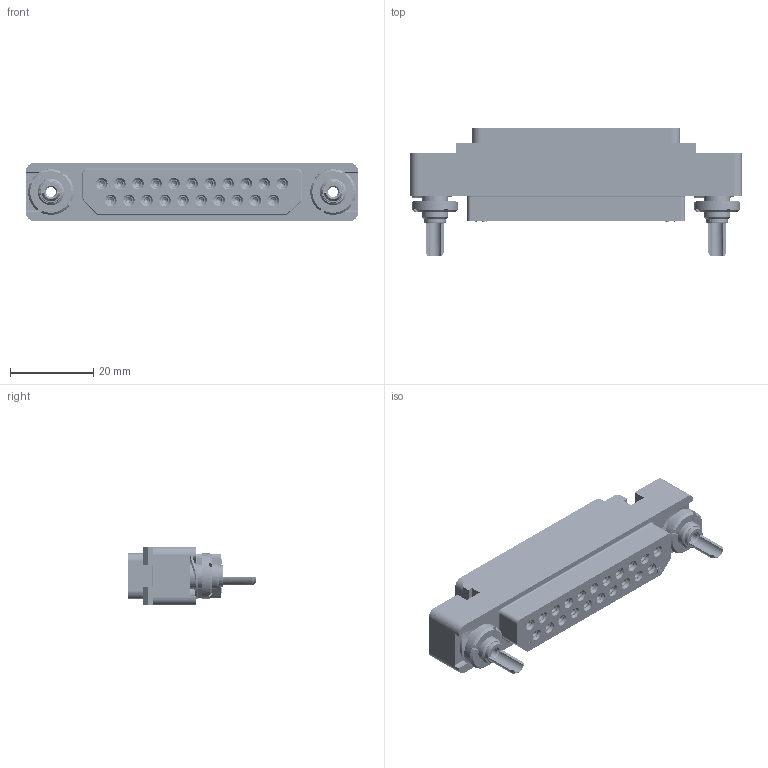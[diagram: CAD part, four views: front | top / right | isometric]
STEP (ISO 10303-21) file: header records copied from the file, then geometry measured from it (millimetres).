
FILE_DESCRIPTION((''),'2;1');
FILE_NAME('1900ND04S1B00E','2020-08-03T',('presta_be4'),(''),'CREO PARAMETRIC BY PTC INC, 2018360','CREO PARAMETRIC BY PTC INC, 2018360','');
FILE_SCHEMA(('CONFIG_CONTROL_DESIGN'));
Products named in the file (1): 1900ND04S1B00E
Bounding box: 80 x 30.77 x 14 mm (x, y, z)
Volume: 16556.8 mm3; surface area: 19520.6 mm2
Topology: 24 solids, 24 shells, 3419 faces, 8201 edges, 4942 vertices
Faces by surface type: cylinder 1094, plane 1007, torus 660, cone 548, bspline 84, extrusion 26
Entity records: 108071 total; most frequent: CARTESIAN_POINT 27636, DIRECTION 17895, ORIENTED_EDGE 16226, EDGE_CURVE 8113, AXIS2_PLACEMENT_3D 7219, VERTEX_POINT 4942, CIRCLE 3910, EDGE_LOOP 3799
